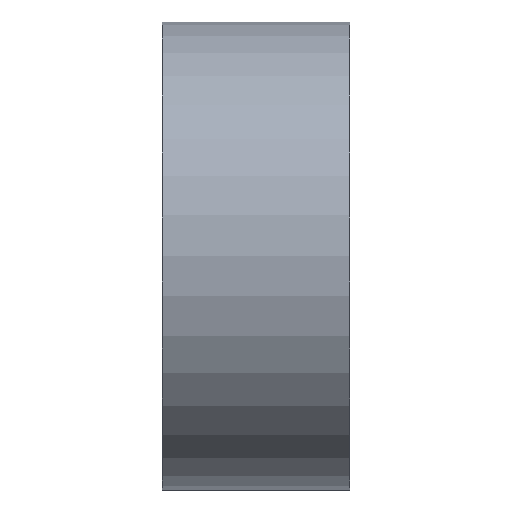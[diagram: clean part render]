
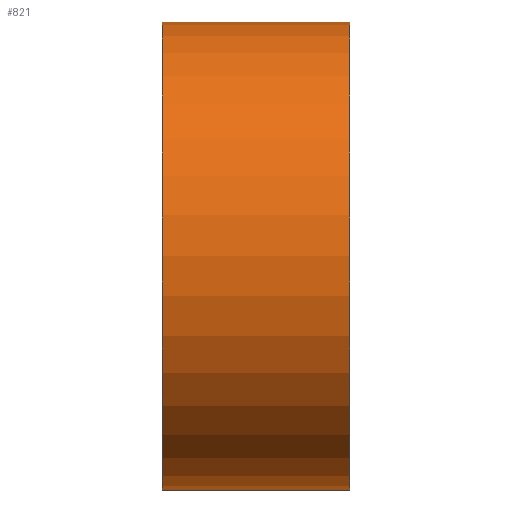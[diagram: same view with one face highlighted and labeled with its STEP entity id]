
A CAD part, top view. The second image highlights one B-rep face of the part: STEP entity #821.
In plain terms, the highlighted cylindrical face has radius 7.5 mm (diameter 15 mm), a partial arc.
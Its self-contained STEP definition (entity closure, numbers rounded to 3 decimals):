
#697=CARTESIAN_POINT('',(0.,0.,0.));
#698=DIRECTION('',(0.,0.,-1.));
#699=DIRECTION('',(0.,1.,0.));
#700=AXIS2_PLACEMENT_3D('',#697,#698,#699);
#705=DIRECTION('',(0.,0.,1.));
#706=VECTOR('',#705,6.);
#707=CARTESIAN_POINT('',(0.,7.5,0.));
#708=LINE('',#707,#706);
#712=DIRECTION('',(0.,0.,1.));
#713=VECTOR('',#712,6.);
#714=CARTESIAN_POINT('',(0.,-7.5,0.));
#715=LINE('',#714,#713);
#735=CARTESIAN_POINT('',(0.,0.,6.));
#736=DIRECTION('',(0.,0.,-1.));
#737=DIRECTION('',(0.,1.,0.));
#738=AXIS2_PLACEMENT_3D('',#735,#736,#737);
#773=CARTESIAN_POINT('',(0.,7.5,0.));
#774=CARTESIAN_POINT('',(0.,7.5,6.));
#775=VERTEX_POINT('',#773);
#776=VERTEX_POINT('',#774);
#781=CARTESIAN_POINT('',(0.,-7.5,0.));
#782=CARTESIAN_POINT('',(0.,-7.5,6.));
#783=VERTEX_POINT('',#781);
#784=VERTEX_POINT('',#782);
#807=CARTESIAN_POINT('',(0.,0.,0.));
#808=DIRECTION('',(0.,0.,-1.));
#809=DIRECTION('',(0.,-1.,0.));
#810=AXIS2_PLACEMENT_3D('',#807,#808,#809);
#811=CYLINDRICAL_SURFACE('',#810,7.5);
#813=ORIENTED_EDGE('',*,*,#812,.F.);
#814=ORIENTED_EDGE('',*,*,#794,.T.);
#816=ORIENTED_EDGE('',*,*,#815,.T.);
#818=ORIENTED_EDGE('',*,*,#817,.F.);
#819=EDGE_LOOP('',(#813,#814,#816,#818));
#820=FACE_OUTER_BOUND('',#819,.F.);
#701=CIRCLE('',#700,7.5);
#739=CIRCLE('',#738,7.5);
#794=EDGE_CURVE('',#775,#783,#701,.T.);
#812=EDGE_CURVE('',#775,#776,#708,.T.);
#815=EDGE_CURVE('',#783,#784,#715,.T.);
#817=EDGE_CURVE('',#776,#784,#739,.T.);
#821=ADVANCED_FACE('',(#820),#811,.T.);
